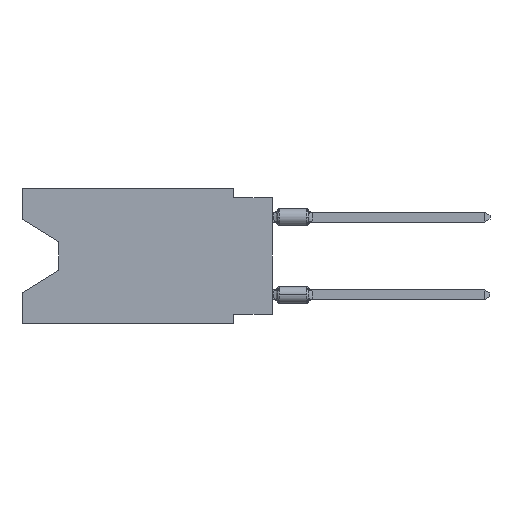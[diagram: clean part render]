
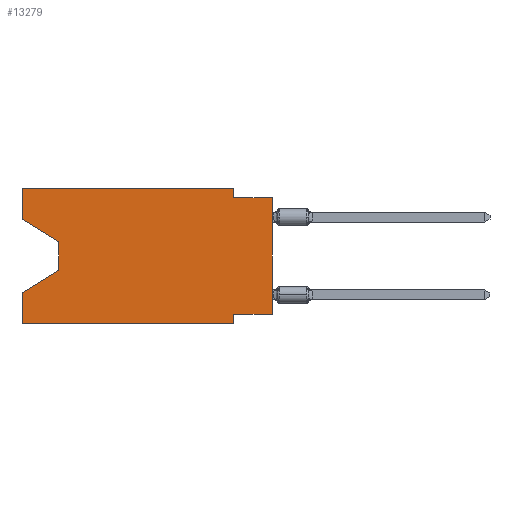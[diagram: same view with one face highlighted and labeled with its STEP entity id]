
A CAD part, left-side view. The second image highlights one B-rep face of the part: STEP entity #13279.
In plain terms, the highlighted planar face has unit normal (-1, 0, 0).
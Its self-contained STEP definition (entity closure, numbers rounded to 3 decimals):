
#353 = CARTESIAN_POINT ( 'NONE',  ( 0., 16.383, -8.89 ) ) ;
#387 = LINE ( 'NONE', #9748, #21509 ) ;
#479 = LINE ( 'NONE', #353, #10741 ) ;
#738 = CARTESIAN_POINT ( 'NONE',  ( 0., 16.383, -2.038 ) ) ;
#1415 = CARTESIAN_POINT ( 'NONE',  ( 0., 2.54, -8.255 ) ) ;
#1592 = VERTEX_POINT ( 'NONE', #5726 ) ;
#2241 = VECTOR ( 'NONE', #10605, 1000. ) ;
#2515 = FACE_OUTER_BOUND ( 'NONE', #16886, .T. ) ;
#2732 = CARTESIAN_POINT ( 'NONE',  ( 0., 2.54, -8.89 ) ) ;
#3206 = LINE ( 'NONE', #7209, #14619 ) ;
#3313 = CARTESIAN_POINT ( 'NONE',  ( 0., 0., -0.635 ) ) ;
#3665 = VECTOR ( 'NONE', #8580, 1000. ) ;
#4111 = CARTESIAN_POINT ( 'NONE',  ( 0., 16.383, 0. ) ) ;
#4223 = EDGE_CURVE ( 'NONE', #7014, #21744, #21355, .T. ) ;
#4860 = CARTESIAN_POINT ( 'NONE',  ( 0., 16.383, -2.038 ) ) ;
#4863 = CARTESIAN_POINT ( 'NONE',  ( 0., 13.97, -3.505 ) ) ;
#4954 = VERTEX_POINT ( 'NONE', #17674 ) ;
#5412 = VECTOR ( 'NONE', #21070, 1000. ) ;
#5615 = CARTESIAN_POINT ( 'NONE',  ( 0., 0., -0.635 ) ) ;
#5726 = CARTESIAN_POINT ( 'NONE',  ( 0., 16.383, -8.89 ) ) ;
#5787 = AXIS2_PLACEMENT_3D ( 'NONE', #21514, #21388, #11767 ) ;
#6137 = CARTESIAN_POINT ( 'NONE',  ( 0., 0., 0. ) ) ;
#6380 = VERTEX_POINT ( 'NONE', #7737 ) ;
#7014 = VERTEX_POINT ( 'NONE', #14705 ) ;
#7209 = CARTESIAN_POINT ( 'NONE',  ( 0., 16.383, 0. ) ) ;
#7272 = ORIENTED_EDGE ( 'NONE', *, *, #8321, .F. ) ;
#7737 = CARTESIAN_POINT ( 'NONE',  ( 0., 2.54, -8.89 ) ) ;
#7745 = VECTOR ( 'NONE', #21633, 1000. ) ;
#8261 = VECTOR ( 'NONE', #11985, 1000. ) ;
#8321 = EDGE_CURVE ( 'NONE', #23914, #9936, #3206, .T. ) ;
#8337 = DIRECTION ( 'NONE',  ( 0., -1., 0. ) ) ;
#8580 = DIRECTION ( 'NONE',  ( 0., 0., -1. ) ) ;
#8802 = VECTOR ( 'NONE', #16943, 1000. ) ;
#8904 = VECTOR ( 'NONE', #10231, 1000. ) ;
#9042 = ORIENTED_EDGE ( 'NONE', *, *, #10663, .T. ) ;
#9297 = LINE ( 'NONE', #3313, #8802 ) ;
#9427 = EDGE_CURVE ( 'NONE', #1592, #6380, #479, .T. ) ;
#9432 = LINE ( 'NONE', #9561, #5412 ) ;
#9561 = CARTESIAN_POINT ( 'NONE',  ( 0., 0., -8.255 ) ) ;
#9726 = LINE ( 'NONE', #4111, #15630 ) ;
#9748 = CARTESIAN_POINT ( 'NONE',  ( 0., 16.383, 0. ) ) ;
#9846 = LINE ( 'NONE', #738, #8261 ) ;
#9936 = VERTEX_POINT ( 'NONE', #20176 ) ;
#9978 = LINE ( 'NONE', #2732, #8904 ) ;
#10231 = DIRECTION ( 'NONE',  ( 0., 0., -1. ) ) ;
#10575 = LINE ( 'NONE', #24064, #19476 ) ;
#10605 = DIRECTION ( 'NONE',  ( 0., 0., -1. ) ) ;
#10663 = EDGE_CURVE ( 'NONE', #23914, #19567, #9846, .T. ) ;
#10741 = VECTOR ( 'NONE', #8337, 1000. ) ;
#11595 = VERTEX_POINT ( 'NONE', #5615 ) ;
#11709 = EDGE_CURVE ( 'NONE', #23209, #6380, #9978, .T. ) ;
#11710 = ORIENTED_EDGE ( 'NONE', *, *, #15188, .T. ) ;
#11767 = DIRECTION ( 'NONE',  ( 0., 0., -1. ) ) ;
#11985 = DIRECTION ( 'NONE',  ( 0., -0.855, -0.519 ) ) ;
#12423 = CARTESIAN_POINT ( 'NONE',  ( 0., 16.383, -6.852 ) ) ;
#12441 = VERTEX_POINT ( 'NONE', #15308 ) ;
#12827 = DIRECTION ( 'NONE',  ( 0., 0.855, -0.519 ) ) ;
#12891 = EDGE_CURVE ( 'NONE', #4954, #11595, #17899, .T. ) ;
#13279 = ADVANCED_FACE ( 'NONE', ( #2515 ), #21642, .F. ) ;
#13295 = CARTESIAN_POINT ( 'NONE',  ( 0., 2.54, -0.635 ) ) ;
#13404 = ORIENTED_EDGE ( 'NONE', *, *, #19877, .F. ) ;
#14144 = VERTEX_POINT ( 'NONE', #12423 ) ;
#14619 = VECTOR ( 'NONE', #14836, 1000. ) ;
#14632 = ORIENTED_EDGE ( 'NONE', *, *, #24435, .T. ) ;
#14705 = CARTESIAN_POINT ( 'NONE',  ( 0., 2.54, 0. ) ) ;
#14836 = DIRECTION ( 'NONE',  ( 0., 0., 1. ) ) ;
#15188 = EDGE_CURVE ( 'NONE', #19567, #12441, #18008, .T. ) ;
#15308 = CARTESIAN_POINT ( 'NONE',  ( 0., 13.97, -5.385 ) ) ;
#15630 = VECTOR ( 'NONE', #17503, 1000. ) ;
#16339 = ORIENTED_EDGE ( 'NONE', *, *, #17861, .F. ) ;
#16886 = EDGE_LOOP ( 'NONE', ( #9042, #11710, #14632, #22422, #19329, #23281, #16339, #18464, #17886, #24099, #13404, #7272 ) ) ;
#16943 = DIRECTION ( 'NONE',  ( 0., -1., 0. ) ) ;
#17149 = DIRECTION ( 'NONE',  ( 0., -1., 0. ) ) ;
#17503 = DIRECTION ( 'NONE',  ( 0., 0., 1. ) ) ;
#17674 = CARTESIAN_POINT ( 'NONE',  ( 0., 0., -8.255 ) ) ;
#17861 = EDGE_CURVE ( 'NONE', #4954, #23209, #9432, .T. ) ;
#17886 = ORIENTED_EDGE ( 'NONE', *, *, #22972, .F. ) ;
#17899 = LINE ( 'NONE', #6137, #7745 ) ;
#18008 = LINE ( 'NONE', #4863, #2241 ) ;
#18464 = ORIENTED_EDGE ( 'NONE', *, *, #12891, .T. ) ;
#19329 = ORIENTED_EDGE ( 'NONE', *, *, #9427, .T. ) ;
#19476 = VECTOR ( 'NONE', #12827, 1000. ) ;
#19487 = CARTESIAN_POINT ( 'NONE',  ( 0., 2.54, 0. ) ) ;
#19567 = VERTEX_POINT ( 'NONE', #20055 ) ;
#19877 = EDGE_CURVE ( 'NONE', #9936, #7014, #387, .T. ) ;
#20055 = CARTESIAN_POINT ( 'NONE',  ( 0., 13.97, -3.505 ) ) ;
#20176 = CARTESIAN_POINT ( 'NONE',  ( 0., 16.383, 0. ) ) ;
#21070 = DIRECTION ( 'NONE',  ( 0., 1., 0. ) ) ;
#21355 = LINE ( 'NONE', #19487, #3665 ) ;
#21388 = DIRECTION ( 'NONE',  ( 1., 0., 0. ) ) ;
#21509 = VECTOR ( 'NONE', #17149, 1000. ) ;
#21514 = CARTESIAN_POINT ( 'NONE',  ( 0., 16.383, 0. ) ) ;
#21633 = DIRECTION ( 'NONE',  ( 0., 0., 1. ) ) ;
#21642 = PLANE ( 'NONE',  #5787 ) ;
#21744 = VERTEX_POINT ( 'NONE', #13295 ) ;
#22422 = ORIENTED_EDGE ( 'NONE', *, *, #23802, .F. ) ;
#22972 = EDGE_CURVE ( 'NONE', #21744, #11595, #9297, .T. ) ;
#23209 = VERTEX_POINT ( 'NONE', #1415 ) ;
#23281 = ORIENTED_EDGE ( 'NONE', *, *, #11709, .F. ) ;
#23802 = EDGE_CURVE ( 'NONE', #1592, #14144, #9726, .T. ) ;
#23914 = VERTEX_POINT ( 'NONE', #4860 ) ;
#24064 = CARTESIAN_POINT ( 'NONE',  ( 0., 13.97, -5.385 ) ) ;
#24099 = ORIENTED_EDGE ( 'NONE', *, *, #4223, .F. ) ;
#24435 = EDGE_CURVE ( 'NONE', #12441, #14144, #10575, .T. ) ;
